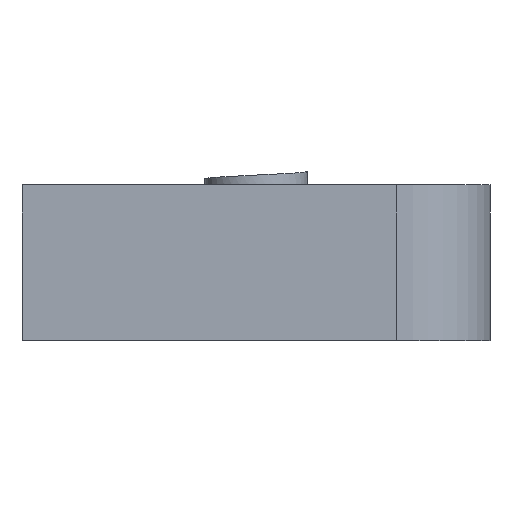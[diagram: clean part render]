
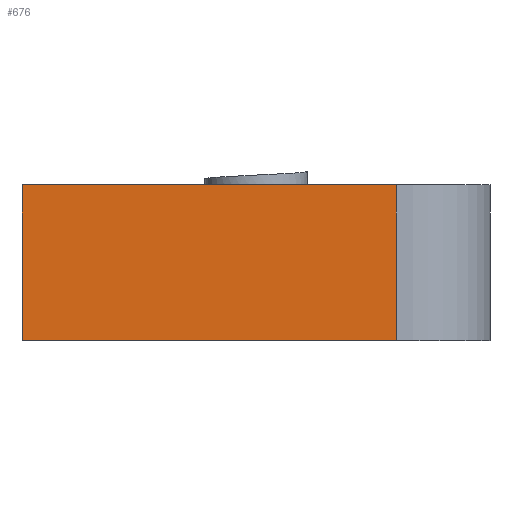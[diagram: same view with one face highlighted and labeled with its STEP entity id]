
A CAD part, front view. The second image highlights one B-rep face of the part: STEP entity #676.
In plain terms, the highlighted planar face has unit normal (0, -1, 0).
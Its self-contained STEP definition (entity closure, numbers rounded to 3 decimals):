
#8 = EDGE_CURVE ( 'NONE', #782, #1705, #1731, .T. ) ;
#52 = VECTOR ( 'NONE', #616, 1000. ) ;
#208 = CARTESIAN_POINT ( 'NONE',  ( 12., -40., 0. ) ) ;
#278 = AXIS2_PLACEMENT_3D ( 'NONE', #1232, #2397, #333 ) ;
#333 = DIRECTION ( 'NONE',  ( 1., 0., 0. ) ) ;
#372 = VECTOR ( 'NONE', #865, 1000. ) ;
#392 = EDGE_CURVE ( 'NONE', #1341, #635, #1044, .T. ) ;
#423 = EDGE_LOOP ( 'NONE', ( #525, #1584, #985, #2632 ) ) ;
#455 = EDGE_CURVE ( 'NONE', #782, #1341, #842, .T. ) ;
#525 = ORIENTED_EDGE ( 'NONE', *, *, #455, .T. ) ;
#600 = LINE ( 'NONE', #1478, #2597 ) ;
#616 = DIRECTION ( 'NONE',  ( 0., 0., 1. ) ) ;
#635 = VERTEX_POINT ( 'NONE', #1879 ) ;
#676 = ADVANCED_FACE ( 'NONE', ( #835 ), #783, .T. ) ;
#782 = VERTEX_POINT ( 'NONE', #2825 ) ;
#783 = PLANE ( 'NONE',  #278 ) ;
#835 = FACE_OUTER_BOUND ( 'NONE', #423, .T. ) ;
#842 = LINE ( 'NONE', #2828, #372 ) ;
#865 = DIRECTION ( 'NONE',  ( 1., 0., 0. ) ) ;
#985 = ORIENTED_EDGE ( 'NONE', *, *, #1425, .F. ) ;
#1044 = LINE ( 'NONE', #2611, #52 ) ;
#1063 = DIRECTION ( 'NONE',  ( 0., 0., 1. ) ) ;
#1120 = CARTESIAN_POINT ( 'NONE',  ( 0., -40., 0. ) ) ;
#1232 = CARTESIAN_POINT ( 'NONE',  ( 0., -40., 0. ) ) ;
#1341 = VERTEX_POINT ( 'NONE', #208 ) ;
#1416 = CARTESIAN_POINT ( 'NONE',  ( 0., -40., 5. ) ) ;
#1425 = EDGE_CURVE ( 'NONE', #1705, #635, #600, .T. ) ;
#1478 = CARTESIAN_POINT ( 'NONE',  ( 0., -40., 5. ) ) ;
#1584 = ORIENTED_EDGE ( 'NONE', *, *, #392, .T. ) ;
#1705 = VERTEX_POINT ( 'NONE', #1416 ) ;
#1731 = LINE ( 'NONE', #1120, #2157 ) ;
#1879 = CARTESIAN_POINT ( 'NONE',  ( 12., -40., 5. ) ) ;
#2157 = VECTOR ( 'NONE', #1063, 1000. ) ;
#2374 = DIRECTION ( 'NONE',  ( 1., 0., 0. ) ) ;
#2397 = DIRECTION ( 'NONE',  ( 0., -1., 0. ) ) ;
#2597 = VECTOR ( 'NONE', #2374, 1000. ) ;
#2611 = CARTESIAN_POINT ( 'NONE',  ( 12., -40., 0. ) ) ;
#2632 = ORIENTED_EDGE ( 'NONE', *, *, #8, .F. ) ;
#2825 = CARTESIAN_POINT ( 'NONE',  ( 0., -40., 0. ) ) ;
#2828 = CARTESIAN_POINT ( 'NONE',  ( 0., -40., 0. ) ) ;
